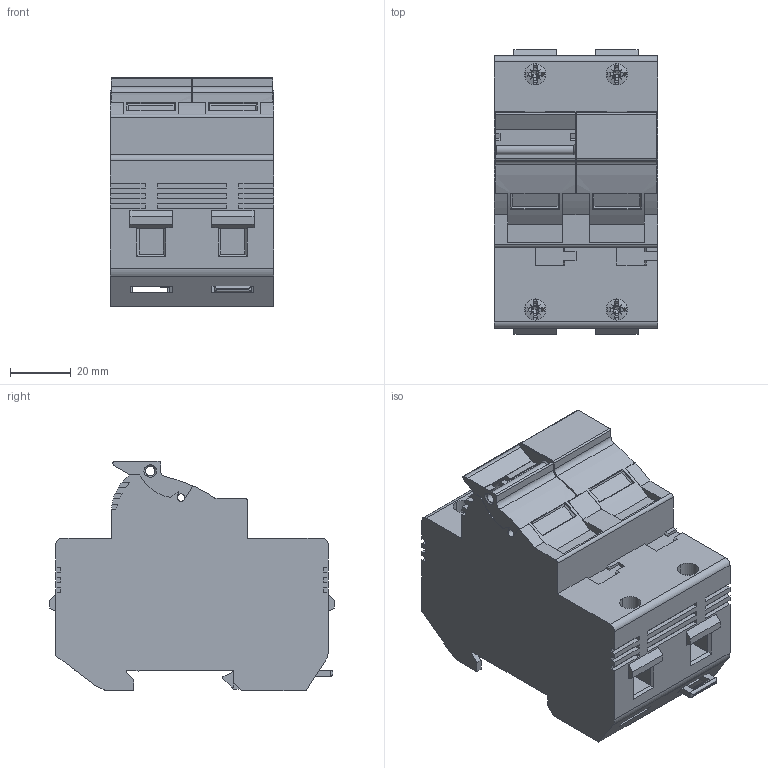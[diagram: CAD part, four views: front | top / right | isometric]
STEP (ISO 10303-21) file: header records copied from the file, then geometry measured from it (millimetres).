
FILE_DESCRIPTION(/* description */ (''),/* implementation_level */ '2;1');
FILE_NAME(/* name */ '2P.stp',/* time_stamp */ '2019-06-26T18:01:12+02:00',/* author */ ('f.bogacz'),/* organization */ (''),/* preprocessor_version */ 'ST-DEVELOPER v17.2',/* originating_system */ 'AutoCAD Mechanical',/* authorisation */ '');
FILE_SCHEMA (('AUTOMOTIVE_DESIGN { 1 0 10303 214 3 1 1 }'));
Length unit declared in the file: millimetre
Products named in the file (2): Product; EFD14_2P_DIM
Assembly tree (1 placements, depth 2):
  Product
    EFD14_2P_DIM
Bounding box: 54 x 94 x 75.8 mm (x, y, z)
Surface area: 36856.9 mm2 (no closed solid volume)
Topology: 0 solids, 692 shells, 692 faces, 4036 edges, 4028 vertices
Faces by surface type: plane 566, cylinder 86, cone 32, sphere 8
Entity records: 41449 total; most frequent: CARTESIAN_POINT 9909, DIRECTION 5986, VERTEX_POINT 4028, EDGE_CURVE 4028, ORIENTED_EDGE 4028, LINE 3072, VECTOR 3072, AXIS2_PLACEMENT_3D 1457
